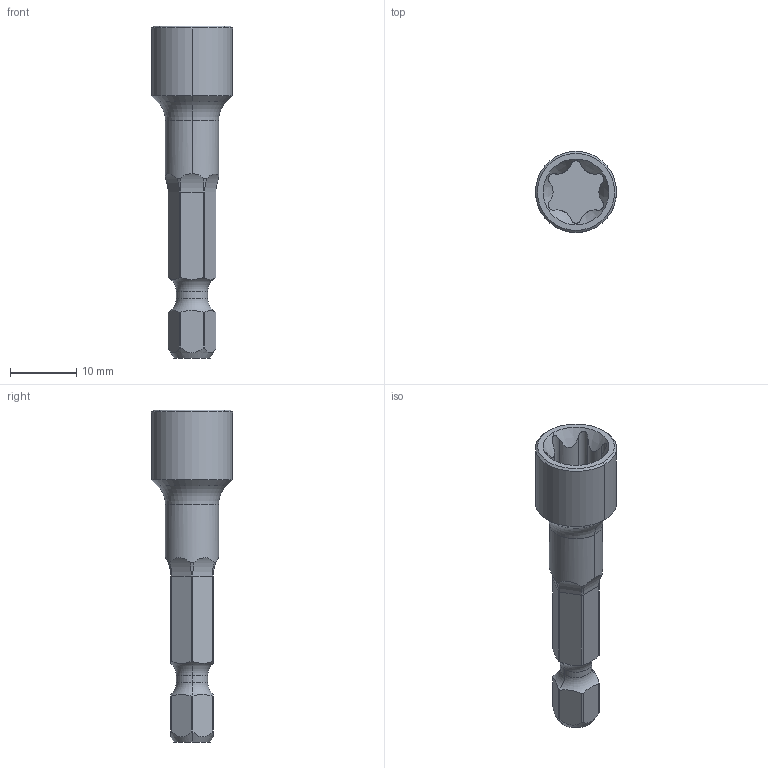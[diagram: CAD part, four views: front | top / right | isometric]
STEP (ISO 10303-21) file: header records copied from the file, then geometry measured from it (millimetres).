
FILE_DESCRIPTION((''),'2;1');
FILE_NAME('4027107010','2023-09-01T10:50:40',('a00565553'),(''),'CREO PARAMETRIC BY PTC INC, 2022414','CREO PARAMETRIC BY PTC INC, 2022414','');
FILE_SCHEMA(('CONFIG_CONTROL_DESIGN','GEOMETRIC_VALIDATION_PROPERTIES_MIM'));
Length unit declared in the file: millimetre
Products named in the file (1): 4027107010
Bounding box: 12.2 x 12.2 x 50 mm (x, y, z)
Volume: 2421.7 mm3; surface area: 1657.5 mm2
Topology: 1 solids, 1 shells, 71 faces, 180 edges, 112 vertices
Faces by surface type: cylinder 36, plane 15, torus 12, cone 8
Entity records: 2601 total; most frequent: CARTESIAN_POINT 819, ORIENTED_EDGE 360, DIRECTION 342, EDGE_CURVE 180, AXIS2_PLACEMENT_3D 143, VERTEX_POINT 112, EDGE_LOOP 72, CIRCLE 72
